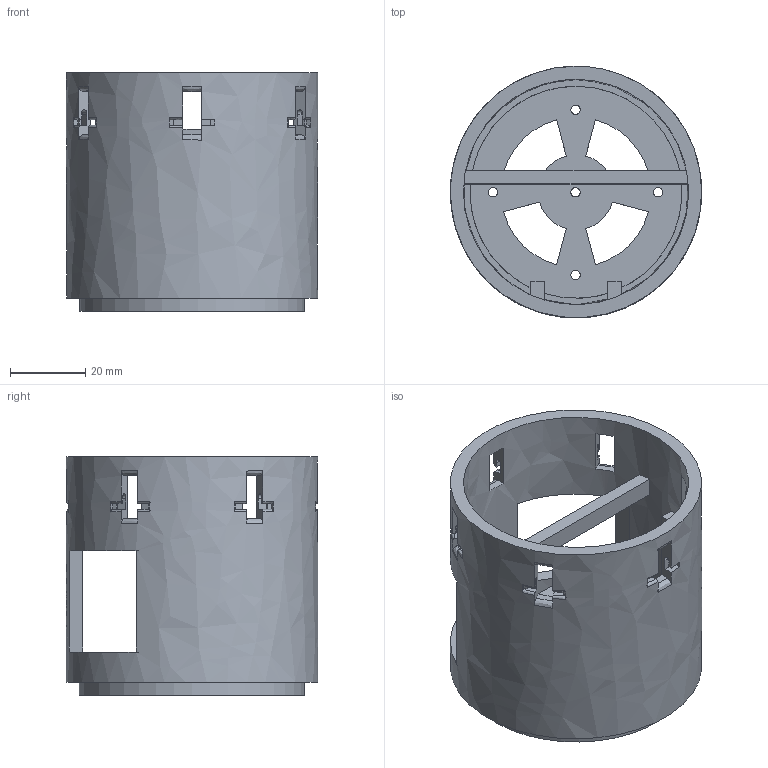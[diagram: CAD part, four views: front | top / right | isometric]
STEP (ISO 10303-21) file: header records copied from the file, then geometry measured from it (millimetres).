
FILE_DESCRIPTION(/* description */ (''),/* implementation_level */ '2;1');
FILE_NAME(/* name */ 'SS#504_Type5.step',/* time_stamp */ '2017-12-27T15:37:02+05:00',/* author */ (''),/* organization */ (''),/* preprocessor_version */ 'ST-DEVELOPER v16.13',/* originating_system */ 'Autodesk Translation Framework v6.5.0.72',/* authorisation */ '');
FILE_SCHEMA (('AUTOMOTIVE_DESIGN { 1 0 10303 214 3 1 1 }'));
Length unit declared in the file: millimetre
Products named in the file (1): Tail
Bounding box: 66.94 x 66.98 x 63.5 mm (x, y, z)
Volume: 45553.3 mm3; surface area: 31714.7 mm2
Topology: 1 solids, 1 shells, 391 faces, 1195 edges, 812 vertices
Faces by surface type: plane 223, bspline 148, cylinder 20
Entity records: 20431 total; most frequent: CARTESIAN_POINT 11053, ORIENTED_EDGE 2390, DIRECTION 1216, EDGE_CURVE 1195, VERTEX_POINT 812, LINE 560, VECTOR 560, B_SPLINE_CURVE_WITH_KNOTS 551
